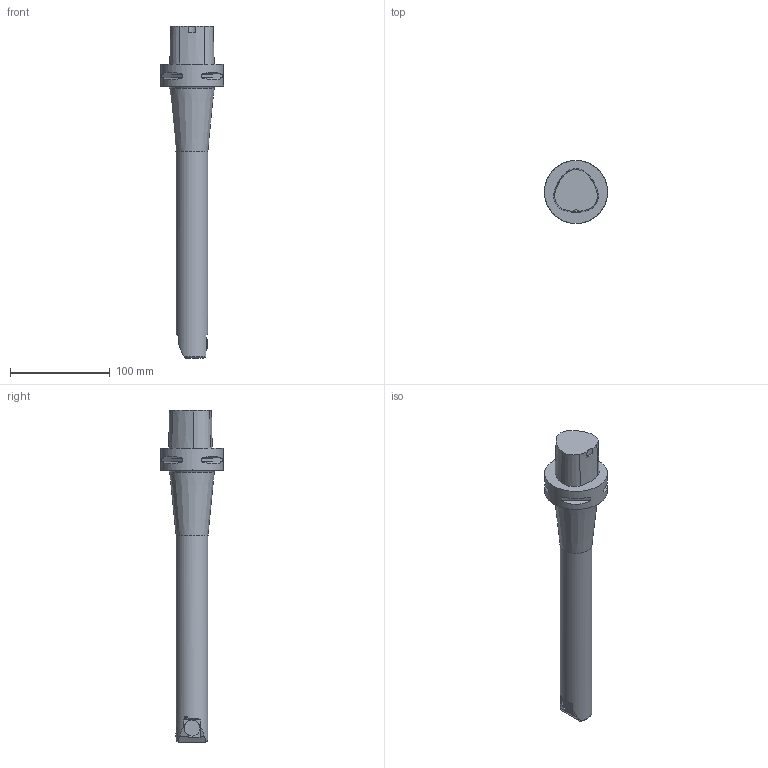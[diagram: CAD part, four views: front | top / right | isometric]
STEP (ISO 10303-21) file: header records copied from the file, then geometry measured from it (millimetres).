
FILE_DESCRIPTION(/* description */ (''),/* implementation_level */ '2;1');
FILE_NAME(/* name */ '1559123716291.stp',/* time_stamp */ '2019-05-29T11:55:19+02:00',/* author */ (''),/* organization */ ('SMS'),/* preprocessor_version */ 'ST-DEVELOPER v15',/* originating_system */ 'SIEMENS PLM Software NX 8.5',/* authorisation */ '');
FILE_SCHEMA (('AUTOMOTIVE_DESIGN { 1 0 10303 214 3 1 1 1 }'));
Length unit declared in the file: millimetre
Products named in the file (1): 202043566mod000_01
Bounding box: 63 x 63 x 332 mm (x, y, z)
Volume: 362041.2 mm3; surface area: 46095.1 mm2
Topology: 2 solids, 2 shells, 305 faces, 859 edges, 572 vertices
Faces by surface type: plane 268, cylinder 19, cone 14, torus 3, sphere 1
Full cylindrical faces by diameter (mm): 1.6 x1, 2.1 x1, 3.52 x1, 3.6 x1, 6.029 x1, 6.5 x1, 16 x2, 32 x1, 63 x1
Entity records: 10317 total; most frequent: CARTESIAN_POINT 2773, ORIENTED_EDGE 1642, DIRECTION 1394, EDGE_CURVE 821, VERTEX_POINT 554, LINE 520, VECTOR 520, AXIS2_PLACEMENT_3D 437
